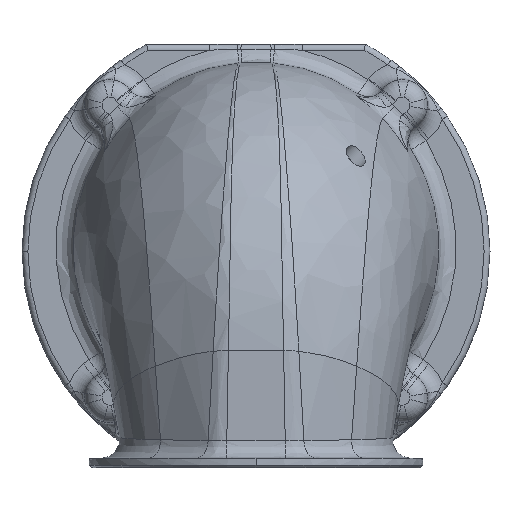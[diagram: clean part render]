
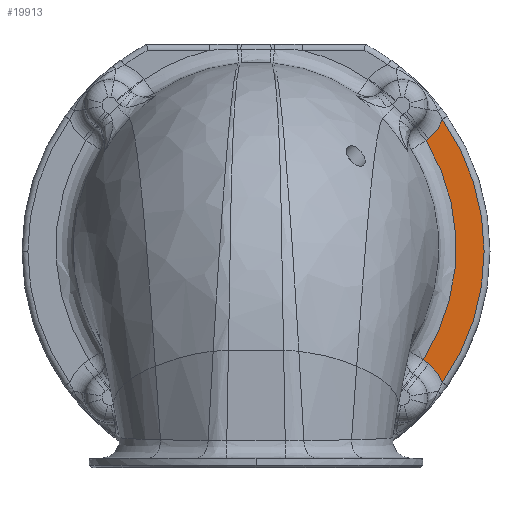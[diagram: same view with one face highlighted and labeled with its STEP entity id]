
A CAD part, left-side view. The second image highlights one B-rep face of the part: STEP entity #19913.
In plain terms, the highlighted planar face has unit normal (-1, 0, 0).
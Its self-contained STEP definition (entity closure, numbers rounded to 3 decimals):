
#28 = DIRECTION ( 'NONE',  ( 0., 0.788, -0.616 ) ) ;
#720 = ORIENTED_EDGE ( 'NONE', *, *, #4833, .T. ) ;
#1062 = DIRECTION ( 'NONE',  ( 1., 0., 0. ) ) ;
#1316 = CARTESIAN_POINT ( 'NONE',  ( 276.5, -29.487, 19.821 ) ) ;
#2022 = VERTEX_POINT ( 'NONE', #9572 ) ;
#2413 = EDGE_CURVE ( 'NONE', #20287, #10656, #22629, .T. ) ;
#3284 = DIRECTION ( 'NONE',  ( 1., 0., 0. ) ) ;
#4698 = ORIENTED_EDGE ( 'NONE', *, *, #7903, .T. ) ;
#4833 = EDGE_CURVE ( 'NONE', #15040, #18563, #26063, .T. ) ;
#4840 = CIRCLE ( 'NONE', #26343, 7.3 ) ;
#5326 = CARTESIAN_POINT ( 'NONE',  ( 276.5, -25., 62. ) ) ;
#5436 = CARTESIAN_POINT ( 'NONE',  ( 276.5, -29.496, 17.751 ) ) ;
#5584 = CARTESIAN_POINT ( 'NONE',  ( 276.5, -29.92, 54.512 ) ) ;
#5752 = DIRECTION ( 'NONE',  ( 0., 1., 0. ) ) ;
#5855 = CARTESIAN_POINT ( 'NONE',  ( 276.5, -34.036, 41.216 ) ) ;
#5989 = CARTESIAN_POINT ( 'NONE',  ( 276.5, -33.167, 28.96 ) ) ;
#6022 = ORIENTED_EDGE ( 'NONE', *, *, #20313, .T. ) ;
#7903 = EDGE_CURVE ( 'NONE', #10656, #22599, #20986, .T. ) ;
#7913 = CARTESIAN_POINT ( 'NONE',  ( 276.5, -33.408, 45.274 ) ) ;
#7948 = PLANE ( 'NONE',  #22395 ) ;
#8053 = CARTESIAN_POINT ( 'NONE',  ( 276.5, -34.177, 35.431 ) ) ;
#9572 = CARTESIAN_POINT ( 'NONE',  ( 276.5, -29.496, 56.249 ) ) ;
#9929 = CARTESIAN_POINT ( 'NONE',  ( 276.5, -31.857, 59.497 ) ) ;
#9961 = EDGE_LOOP ( 'NONE', ( #20229, #720, #6022, #19852, #22292, #4698 ) ) ;
#10103 = CARTESIAN_POINT ( 'NONE',  ( 276.5, -34.11, 40.393 ) ) ;
#10244 = CARTESIAN_POINT ( 'NONE',  ( 276.5, -34.216, 37.904 ) ) ;
#10656 = VERTEX_POINT ( 'NONE', #19631 ) ;
#11771 = CARTESIAN_POINT ( 'NONE',  ( 276.5, -31.971, 49.993 ) ) ;
#11898 = CARTESIAN_POINT ( 'NONE',  ( 276.5, -32.036, 25.404 ) ) ;
#12137 = CARTESIAN_POINT ( 'NONE',  ( 276.5, -29.226, 56.038 ) ) ;
#12166 = CARTESIAN_POINT ( 'NONE',  ( 276.5, -34.201, 38.734 ) ) ;
#13705 = DIRECTION ( 'NONE',  ( 0., 1., 0. ) ) ;
#13832 = CARTESIAN_POINT ( 'NONE',  ( 276.5, -31.283, 23.49 ) ) ;
#14334 = CARTESIAN_POINT ( 'NONE',  ( 276.5, -25., 12. ) ) ;
#14369 = CARTESIAN_POINT ( 'NONE',  ( 276.5, -32.569, 26.975 ) ) ;
#15040 = VERTEX_POINT ( 'NONE', #16114 ) ;
#15256 = DIRECTION ( 'NONE',  ( 0., 1., 0. ) ) ;
#15845 = VECTOR ( 'NONE', #16994, 1000. ) ;
#16026 = CARTESIAN_POINT ( 'NONE',  ( 276.5, -31.668, 50.769 ) ) ;
#16114 = CARTESIAN_POINT ( 'NONE',  ( 276.5, -31.857, 14.503 ) ) ;
#16432 = CARTESIAN_POINT ( 'NONE',  ( 276.5, -33.531, 30.563 ) ) ;
#16994 = DIRECTION ( 'NONE',  ( 0., -0.788, -0.616 ) ) ;
#17181 = CARTESIAN_POINT ( 'NONE',  ( 276.5, 0., 37. ) ) ;
#18089 = CARTESIAN_POINT ( 'NONE',  ( 276.5, -31.599, 24.247 ) ) ;
#18326 = DIRECTION ( 'NONE',  ( 1., 0., 0. ) ) ;
#18563 = VERTEX_POINT ( 'NONE', #9929 ) ;
#18777 = CARTESIAN_POINT ( 'NONE',  ( 276.5, -19.8, 25.33 ) ) ;
#18866 = LINE ( 'NONE', #12137, #20801 ) ;
#18998 = AXIS2_PLACEMENT_3D ( 'NONE', #14334, #18326, #26714 ) ;
#19113 = EDGE_CURVE ( 'NONE', #22599, #15040, #20310, .T. ) ;
#19631 = CARTESIAN_POINT ( 'NONE',  ( 276.5, -28.62, 18.436 ) ) ;
#19852 = ORIENTED_EDGE ( 'NONE', *, *, #25620, .T. ) ;
#19900 = CARTESIAN_POINT ( 'NONE',  ( 276.5, -29.062, 55.91 ) ) ;
#19913 = ADVANCED_FACE ( 'NONE', ( #26781 ), #7948, .F. ) ;
#20158 = CARTESIAN_POINT ( 'NONE',  ( 276.5, -33.727, 43.666 ) ) ;
#20229 = ORIENTED_EDGE ( 'NONE', *, *, #19113, .T. ) ;
#20287 = VERTEX_POINT ( 'NONE', #19900 ) ;
#20289 = CARTESIAN_POINT ( 'NONE',  ( 276.5, -28.62, 18.436 ) ) ;
#20310 = CIRCLE ( 'NONE', #18998, 7.3 ) ;
#20313 = EDGE_CURVE ( 'NONE', #18563, #2022, #4840, .T. ) ;
#20783 = AXIS2_PLACEMENT_3D ( 'NONE', #17181, #21172, #15256 ) ;
#20801 = VECTOR ( 'NONE', #28, 1000. ) ;
#20986 = LINE ( 'NONE', #18777, #15845 ) ;
#21172 = DIRECTION ( 'NONE',  ( -1., 0., 0. ) ) ;
#22217 = CARTESIAN_POINT ( 'NONE',  ( 276.5, -30.263, 21.257 ) ) ;
#22292 = ORIENTED_EDGE ( 'NONE', *, *, #2413, .T. ) ;
#22349 = CARTESIAN_POINT ( 'NONE',  ( 276.5, -32.761, 47.649 ) ) ;
#22395 = AXIS2_PLACEMENT_3D ( 'NONE', #24590, #3284, #5752 ) ;
#22599 = VERTEX_POINT ( 'NONE', #5436 ) ;
#22629 = B_SPLINE_CURVE_WITH_KNOTS ( 'NONE', 3,
 ( #26748, #5584, #24423, #16026, #11771, #24693, #22349, #7913, #20158, #5855, #10103, #12166, #10244, #8053, #26480, #16432, #5989, #14369, #22762, #24293, #11898, #18089, #13832, #22217, #1316, #20289 ),
 .UNSPECIFIED., .F., .F.,
 ( 4, 2, 2, 2, 2, 2, 2, 2, 2, 2, 2, 2, 4 ),
 ( 0.008, 0.013, 0.016, 0.018, 0.023, 0.026, 0.028, 0.033, 0.038, 0.039, 0.041, 0.043, 0.048 ),
 .UNSPECIFIED. ) ;
#22762 = CARTESIAN_POINT ( 'NONE',  ( 276.5, -32.442, 26.579 ) ) ;
#24293 = CARTESIAN_POINT ( 'NONE',  ( 276.5, -32.176, 25.793 ) ) ;
#24423 = CARTESIAN_POINT ( 'NONE',  ( 276.5, -30.68, 53.053 ) ) ;
#24590 = CARTESIAN_POINT ( 'NONE',  ( 276.5, 0., 0. ) ) ;
#24693 = CARTESIAN_POINT ( 'NONE',  ( 276.5, -32.516, 48.435 ) ) ;
#25620 = EDGE_CURVE ( 'NONE', #2022, #20287, #18866, .T. ) ;
#26063 = CIRCLE ( 'NONE', #20783, 39. ) ;
#26343 = AXIS2_PLACEMENT_3D ( 'NONE', #5326, #1062, #13705 ) ;
#26480 = CARTESIAN_POINT ( 'NONE',  ( 276.5, -34.037, 33.798 ) ) ;
#26714 = DIRECTION ( 'NONE',  ( 0., 1., 0. ) ) ;
#26748 = CARTESIAN_POINT ( 'NONE',  ( 276.5, -29.062, 55.91 ) ) ;
#26781 = FACE_OUTER_BOUND ( 'NONE', #9961, .T. ) ;
